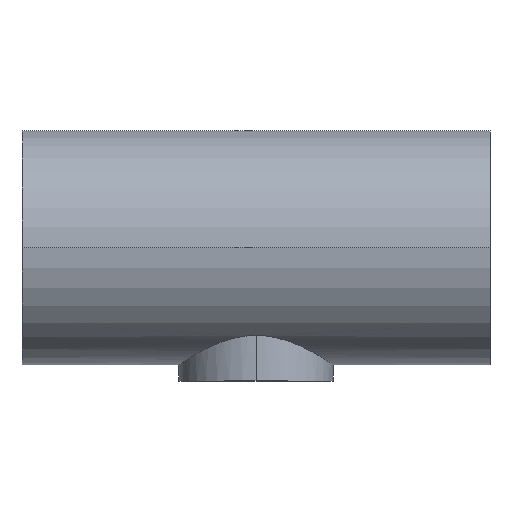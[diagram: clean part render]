
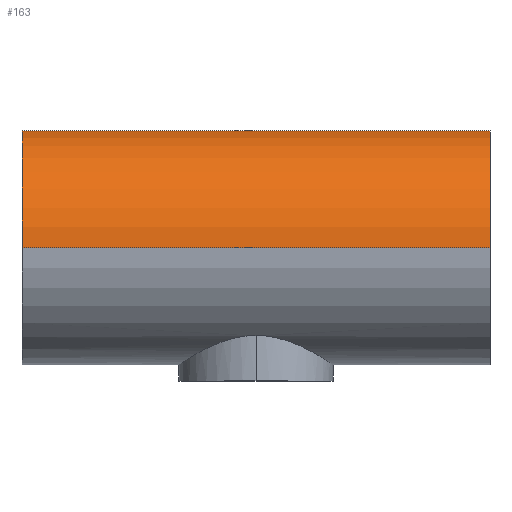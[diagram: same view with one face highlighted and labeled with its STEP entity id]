
A CAD part, top view. The second image highlights one B-rep face of the part: STEP entity #163.
In plain terms, the highlighted cylindrical face has radius 50 mm (diameter 100 mm), a partial arc.
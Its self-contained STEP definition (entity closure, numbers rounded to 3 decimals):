
#7 = CARTESIAN_POINT ( 'NONE',  ( -100., 57., 50. ) ) ;
#73 = VERTEX_POINT ( 'NONE', #207 ) ;
#76 = VERTEX_POINT ( 'NONE', #7 ) ;
#95 = VECTOR ( 'NONE', #217, 1000. ) ;
#98 = DIRECTION ( 'NONE',  ( 1., 0., 0. ) ) ;
#108 = FACE_OUTER_BOUND ( 'NONE', #596, .T. ) ;
#109 = EDGE_CURVE ( 'NONE', #76, #294, #625, .T. ) ;
#110 = AXIS2_PLACEMENT_3D ( 'NONE', #311, #516, #262 ) ;
#127 = VERTEX_POINT ( 'NONE', #519 ) ;
#162 = CARTESIAN_POINT ( 'NONE',  ( -100., 57., 50. ) ) ;
#163 = ADVANCED_FACE ( 'NONE', ( #108 ), #323, .T. ) ;
#170 = AXIS2_PLACEMENT_3D ( 'NONE', #267, #624, #373 ) ;
#176 = CARTESIAN_POINT ( 'NONE',  ( -100., 57., 0. ) ) ;
#207 = CARTESIAN_POINT ( 'NONE',  ( -100., 57., -50. ) ) ;
#217 = DIRECTION ( 'NONE',  ( 1., 0., 0. ) ) ;
#231 = CIRCLE ( 'NONE', #170, 50. ) ;
#262 = DIRECTION ( 'NONE',  ( 0., 0., -1. ) ) ;
#267 = CARTESIAN_POINT ( 'NONE',  ( 100., 57., 0. ) ) ;
#280 = DIRECTION ( 'NONE',  ( 0., 0., -1. ) ) ;
#286 = EDGE_CURVE ( 'NONE', #127, #294, #231, .T. ) ;
#292 = CIRCLE ( 'NONE', #424, 50. ) ;
#294 = VERTEX_POINT ( 'NONE', #473 ) ;
#311 = CARTESIAN_POINT ( 'NONE',  ( -100., 57., 0. ) ) ;
#323 = CYLINDRICAL_SURFACE ( 'NONE', #110, 50. ) ;
#337 = ORIENTED_EDGE ( 'NONE', *, *, #353, .F. ) ;
#353 = EDGE_CURVE ( 'NONE', #73, #127, #422, .T. ) ;
#373 = DIRECTION ( 'NONE',  ( 0., 0., -1. ) ) ;
#390 = VECTOR ( 'NONE', #98, 1000. ) ;
#422 = LINE ( 'NONE', #629, #95 ) ;
#424 = AXIS2_PLACEMENT_3D ( 'NONE', #176, #436, #280 ) ;
#436 = DIRECTION ( 'NONE',  ( 1., 0., 0. ) ) ;
#442 = ORIENTED_EDGE ( 'NONE', *, *, #499, .T. ) ;
#473 = CARTESIAN_POINT ( 'NONE',  ( 100., 57., 50. ) ) ;
#499 = EDGE_CURVE ( 'NONE', #73, #76, #292, .T. ) ;
#516 = DIRECTION ( 'NONE',  ( 1., 0., 0. ) ) ;
#519 = CARTESIAN_POINT ( 'NONE',  ( 100., 57., -50. ) ) ;
#596 = EDGE_LOOP ( 'NONE', ( #442, #639, #651, #337 ) ) ;
#624 = DIRECTION ( 'NONE',  ( 1., 0., 0. ) ) ;
#625 = LINE ( 'NONE', #162, #390 ) ;
#629 = CARTESIAN_POINT ( 'NONE',  ( -100., 57., -50. ) ) ;
#639 = ORIENTED_EDGE ( 'NONE', *, *, #109, .T. ) ;
#651 = ORIENTED_EDGE ( 'NONE', *, *, #286, .F. ) ;
